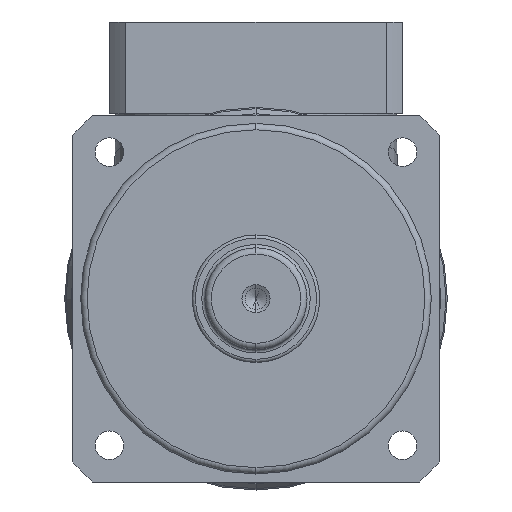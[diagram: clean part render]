
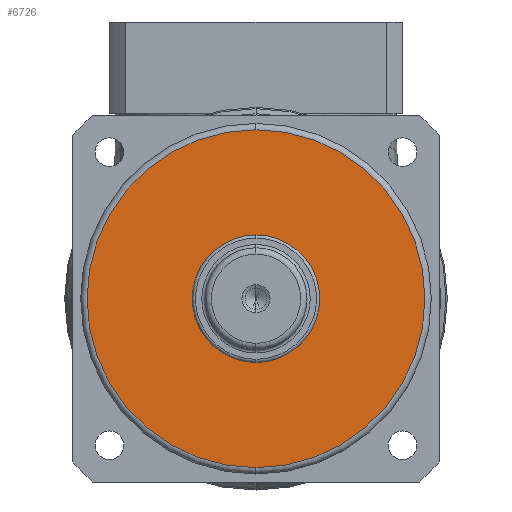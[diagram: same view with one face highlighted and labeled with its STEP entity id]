
A CAD part, left-side view. The second image highlights one B-rep face of the part: STEP entity #6726.
In plain terms, the highlighted planar face has unit normal (-1, 0, 0).
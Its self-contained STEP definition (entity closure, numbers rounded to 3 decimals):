
#903=CARTESIAN_POINT('',(0.,0.,0.));
#904=DIRECTION('',(-1.,0.,0.));
#905=DIRECTION('',(0.,0.,1.));
#906=AXIS2_PLACEMENT_3D('',#903,#904,#905);
#908=CARTESIAN_POINT('',(0.,0.,0.));
#909=DIRECTION('',(-1.,0.,0.));
#910=DIRECTION('',(0.,0.,-1.));
#911=AXIS2_PLACEMENT_3D('',#908,#909,#910);
#913=CARTESIAN_POINT('',(0.,0.,0.));
#914=DIRECTION('',(1.,0.,0.));
#915=DIRECTION('',(0.,0.,-1.));
#916=AXIS2_PLACEMENT_3D('',#913,#914,#915);
#918=CARTESIAN_POINT('',(0.,0.,0.));
#919=DIRECTION('',(1.,0.,0.));
#920=DIRECTION('',(0.,0.,1.));
#921=AXIS2_PLACEMENT_3D('',#918,#919,#920);
#4934=CARTESIAN_POINT('',(0.,0.,-20.));
#4935=CARTESIAN_POINT('',(0.,0.,20.));
#4936=VERTEX_POINT('',#4934);
#4937=VERTEX_POINT('',#4935);
#5037=CARTESIAN_POINT('',(0.,0.,-53.));
#5038=VERTEX_POINT('',#5037);
#5293=CARTESIAN_POINT('',(0.,0.,53.));
#5294=VERTEX_POINT('',#5293);
#6711=CARTESIAN_POINT('',(0.,0.,0.));
#6712=DIRECTION('',(1.,0.,0.));
#6713=DIRECTION('',(0.,0.,-1.));
#6714=AXIS2_PLACEMENT_3D('',#6711,#6712,#6713);
#6715=PLANE('',#6714);
#6716=ORIENTED_EDGE('',*,*,#6705,.F.);
#6717=ORIENTED_EDGE('',*,*,#6690,.F.);
#6718=EDGE_LOOP('',(#6716,#6717));
#6719=FACE_OUTER_BOUND('',#6718,.F.);
#6721=ORIENTED_EDGE('',*,*,#6720,.F.);
#6723=ORIENTED_EDGE('',*,*,#6722,.F.);
#6724=EDGE_LOOP('',(#6721,#6723));
#6725=FACE_BOUND('',#6724,.F.);
#6726=ADVANCED_FACE('',(#6719,#6725),#6715,.F.);
#907=CIRCLE('',#906,53.);
#912=CIRCLE('',#911,53.);
#917=CIRCLE('',#916,20.);
#922=CIRCLE('',#921,20.);
#6690=EDGE_CURVE('',#5038,#5294,#912,.T.);
#6705=EDGE_CURVE('',#5294,#5038,#907,.T.);
#6720=EDGE_CURVE('',#4936,#4937,#917,.T.);
#6722=EDGE_CURVE('',#4937,#4936,#922,.T.);
